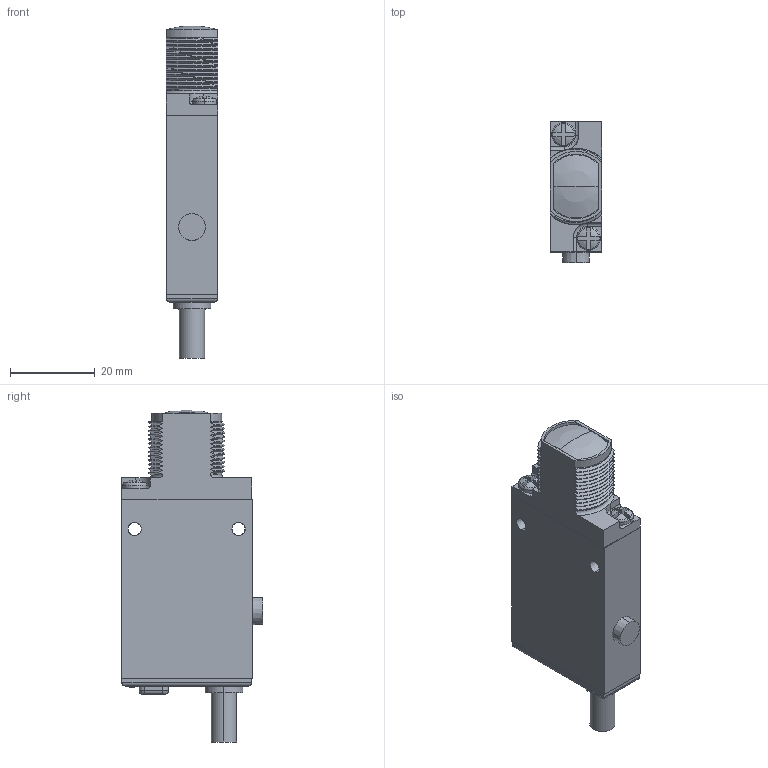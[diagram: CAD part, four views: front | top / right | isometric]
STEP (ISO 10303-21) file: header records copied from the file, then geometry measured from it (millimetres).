
FILE_DESCRIPTION((''),'2;1');
FILE_NAME('154485_SM01_ASM','2025-09-19T09:56:17',('banengservice'),('BANNER ENGINEERING'),'CREO PARAMETRIC BY PTC INC, 2022414','CREO PARAMETRIC BY PTC INC, 2022414','');
FILE_SCHEMA(('CONFIG_CONTROL_DESIGN'));
Products named in the file (3): 154485_EP01; 09460_WEB; 154485_SM01_ASM
Assembly tree (2 placements, depth 2):
  154485_SM01_ASM
    154485_EP01
    09460_WEB
Bounding box: 12.09 x 33.32 x 78.14 mm (x, y, z)
Volume: 22110.8 mm3; surface area: 7576.7 mm2
Topology: 2 solids, 2 shells, 358 faces, 970 edges, 633 vertices
Faces by surface type: plane 159, bspline 85, cylinder 80, sphere 14, cone 12, torus 8
Entity records: 16833 total; most frequent: CARTESIAN_POINT 8324, ORIENTED_EDGE 1928, DIRECTION 1455, EDGE_CURVE 964, VERTEX_POINT 633, VECTOR 547, LINE 547, AXIS2_PLACEMENT_3D 454
